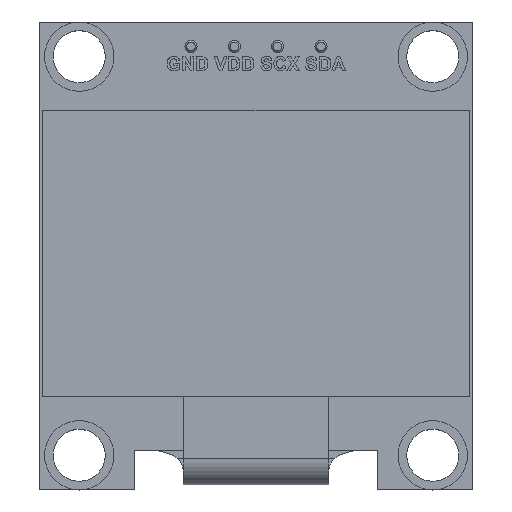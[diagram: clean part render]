
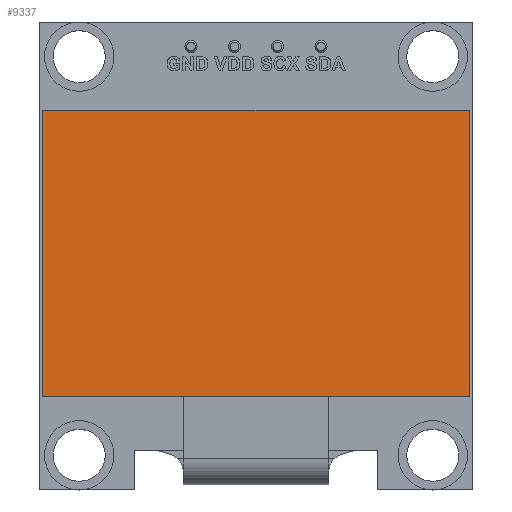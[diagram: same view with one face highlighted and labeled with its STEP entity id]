
A CAD part, top view. The second image highlights one B-rep face of the part: STEP entity #9337.
In plain terms, the highlighted planar face has unit normal (0, 0, 1).
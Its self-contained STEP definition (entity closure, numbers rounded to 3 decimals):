
#961=PLANE('',#9970);
#1486=FACE_OUTER_BOUND('',#2066,.T.);
#2066=EDGE_LOOP('',(#8538,#8539,#8540,#8541));
#2830=LINE('',#17970,#3584);
#2833=LINE('',#17976,#3587);
#2836=LINE('',#17982,#3590);
#2839=LINE('',#17986,#3593);
#3584=VECTOR('',#11816,10.);
#3587=VECTOR('',#11821,10.);
#3590=VECTOR('',#11826,10.);
#3593=VECTOR('',#11831,10.);
#4658=VERTEX_POINT('',#17967);
#4659=VERTEX_POINT('',#17969);
#4661=VERTEX_POINT('',#17975);
#4663=VERTEX_POINT('',#17981);
#5958=EDGE_CURVE('',#4659,#4658,#2830,.T.);
#5961=EDGE_CURVE('',#4661,#4659,#2833,.T.);
#5964=EDGE_CURVE('',#4663,#4661,#2836,.T.);
#5967=EDGE_CURVE('',#4658,#4663,#2839,.T.);
#8538=ORIENTED_EDGE('',*,*,#5967,.T.);
#8539=ORIENTED_EDGE('',*,*,#5964,.T.);
#8540=ORIENTED_EDGE('',*,*,#5961,.T.);
#8541=ORIENTED_EDGE('',*,*,#5958,.T.);
#9337=ADVANCED_FACE('',(#1486),#961,.T.);
#9970=AXIS2_PLACEMENT_3D('',#17987,#11832,#11833);
#11816=DIRECTION('',(0.,-1.,0.));
#11821=DIRECTION('',(-1.,0.,0.));
#11826=DIRECTION('',(0.,1.,0.));
#11831=DIRECTION('',(1.,0.,0.));
#11832=DIRECTION('center_axis',(0.,0.,1.));
#11833=DIRECTION('ref_axis',(1.,0.,0.));
#17967=CARTESIAN_POINT('',(-12.3,-8.1,3.));
#17969=CARTESIAN_POINT('',(-12.3,8.4,3.));
#17970=CARTESIAN_POINT('',(-12.3,-8.1,3.));
#17975=CARTESIAN_POINT('',(12.3,8.4,3.));
#17976=CARTESIAN_POINT('',(-12.3,8.4,3.));
#17981=CARTESIAN_POINT('',(12.3,-8.1,3.));
#17982=CARTESIAN_POINT('',(12.3,8.4,3.));
#17986=CARTESIAN_POINT('',(12.3,-8.1,3.));
#17987=CARTESIAN_POINT('Origin',(0.,0.15,3.));
